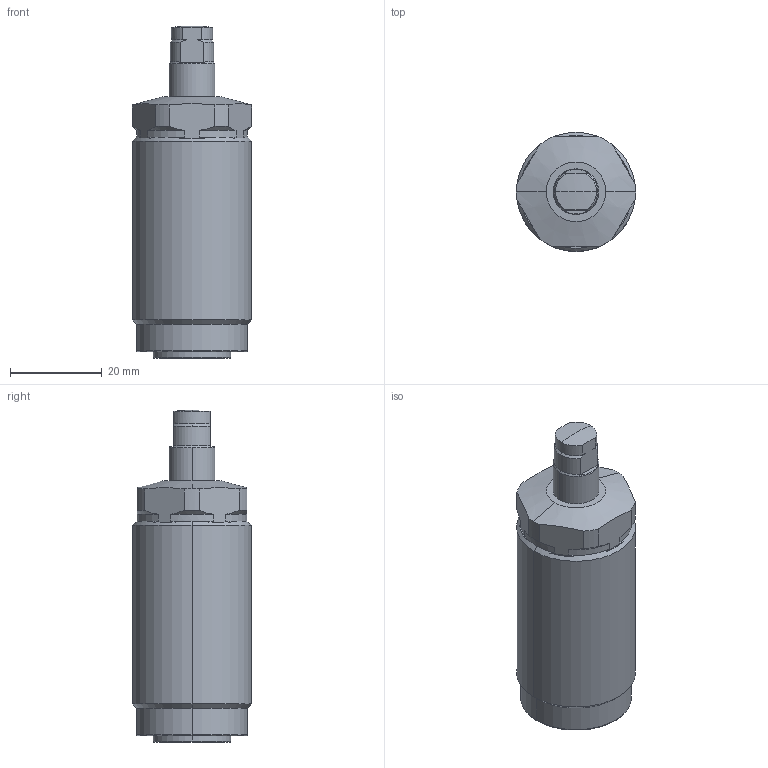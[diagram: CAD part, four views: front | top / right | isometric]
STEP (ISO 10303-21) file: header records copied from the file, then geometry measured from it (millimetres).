
FILE_DESCRIPTION (( 'STEP AP203' ), '1' );
FILE_NAME ('LD0262-x-E.step', '2010-03-17T02:36:16', ( ' ' ), ( ' ' ), 'SwSTEP 2.0', 'SolidWorks 2009', '' );
FILE_SCHEMA (( 'CONFIG_CONTROL_DESIGN' ));
Length unit declared in the file: millimetre
Products named in the file (3): LD0262-x-E.sldasm-Part-1; LD0262-x-E.sldasm-Part-2; LD0262-x-E
Assembly tree (2 placements, depth 2):
  LD0262-x-E
    LD0262-x-E.sldasm-Part-2
    LD0262-x-E.sldasm-Part-1
Bounding box: 26 x 26 x 72.5 mm (x, y, z)
Volume: 29670.5 mm3; surface area: 6183.5 mm2
Topology: 2 solids, 2 shells, 98 faces, 238 edges, 149 vertices
Faces by surface type: cylinder 32, plane 26, cone 20, torus 18, sphere 2
Entity records: 3261 total; most frequent: CARTESIAN_POINT 624, DIRECTION 534, ORIENTED_EDGE 476, EDGE_CURVE 238, AXIS2_PLACEMENT_3D 231, VERTEX_POINT 149, CIRCLE 128, EDGE_LOOP 103
